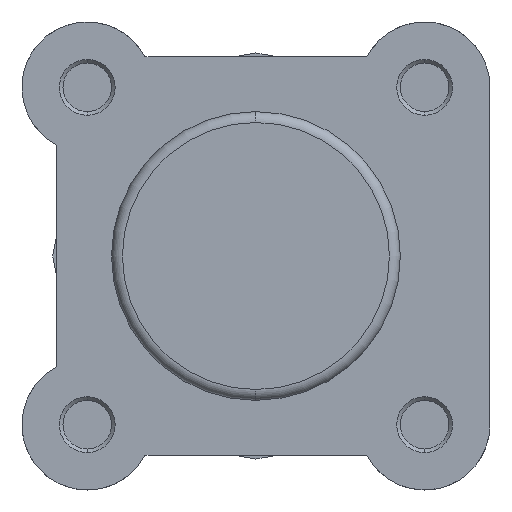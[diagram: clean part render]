
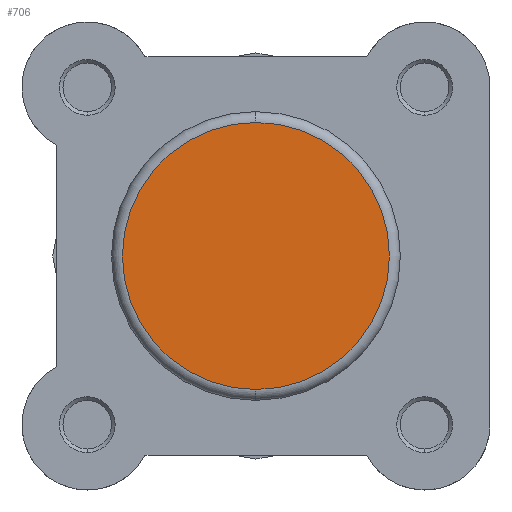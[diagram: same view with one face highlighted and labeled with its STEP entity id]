
A CAD part, left-side view. The second image highlights one B-rep face of the part: STEP entity #706.
In plain terms, the highlighted planar face has unit normal (-1, 0, 0).
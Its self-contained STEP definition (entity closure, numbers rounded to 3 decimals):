
#107 = CARTESIAN_POINT ( 'NONE',  ( 0., 0., -18.4 ) ) ;
#223 = CARTESIAN_POINT ( 'NONE',  ( 0., 0., 18.4 ) ) ;
#318 = VERTEX_POINT ( 'NONE', #223 ) ;
#431 = VERTEX_POINT ( 'NONE', #107 ) ;
#706 = ADVANCED_FACE ( 'NONE', ( #1381 ), #3219, .F. ) ;
#872 = EDGE_LOOP ( 'NONE', ( #5099, #5060 ) ) ;
#1381 = FACE_OUTER_BOUND ( 'NONE', #872, .T. ) ;
#1531 = CIRCLE ( 'NONE', #2399, 18.4 ) ;
#1866 = EDGE_CURVE ( 'NONE', #431, #318, #1531, .T. ) ;
#2334 = AXIS2_PLACEMENT_3D ( 'NONE', #3222, #3244, #3245 ) ;
#2399 = AXIS2_PLACEMENT_3D ( 'NONE', #3509, #3515, #3516 ) ;
#2582 = AXIS2_PLACEMENT_3D ( 'NONE', #4555, #4557, #4559 ) ;
#3219 = PLANE ( 'NONE',  #2334 ) ;
#3222 = CARTESIAN_POINT ( 'NONE',  ( 0., 0., 0. ) ) ;
#3244 = DIRECTION ( 'NONE',  ( 1., 0., 0. ) ) ;
#3245 = DIRECTION ( 'NONE',  ( 0., 0., -1. ) ) ;
#3509 = CARTESIAN_POINT ( 'NONE',  ( 0., 0., 0. ) ) ;
#3515 = DIRECTION ( 'NONE',  ( -1., 0., 0. ) ) ;
#3516 = DIRECTION ( 'NONE',  ( 0., 0., -1. ) ) ;
#4555 = CARTESIAN_POINT ( 'NONE',  ( 0., 0., 0. ) ) ;
#4557 = DIRECTION ( 'NONE',  ( -1., 0., 0. ) ) ;
#4559 = DIRECTION ( 'NONE',  ( 0., 0., -1. ) ) ;
#4983 = CIRCLE ( 'NONE', #2582, 18.4 ) ;
#5060 = ORIENTED_EDGE ( 'NONE', *, *, #5266, .T. ) ;
#5099 = ORIENTED_EDGE ( 'NONE', *, *, #1866, .T. ) ;
#5266 = EDGE_CURVE ( 'NONE', #318, #431, #4983, .T. ) ;
